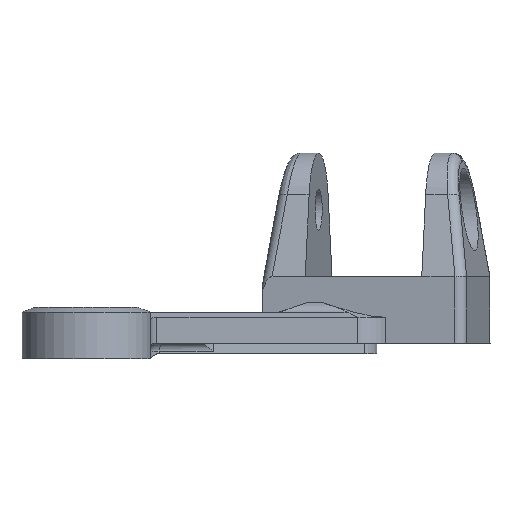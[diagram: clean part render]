
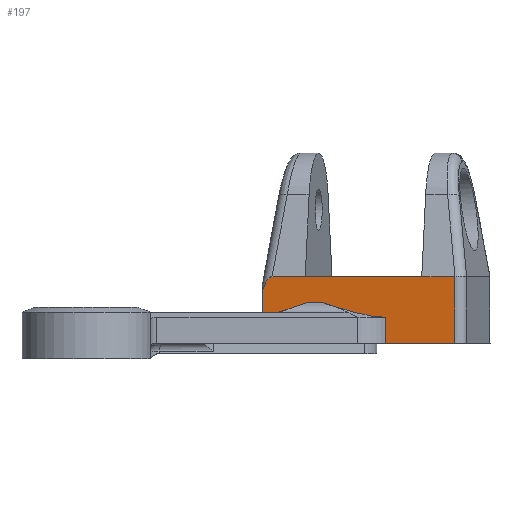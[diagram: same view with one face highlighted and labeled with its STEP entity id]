
A CAD part, left-side view. The second image highlights one B-rep face of the part: STEP entity #197.
In plain terms, the highlighted planar face has unit normal (-0.985, 0.174, 0).
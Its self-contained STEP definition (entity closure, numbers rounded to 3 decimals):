
#197=ADVANCED_FACE('',(#551),#552,.T.);
#551=FACE_OUTER_BOUND('',#1092,.T.);
#552=PLANE('',#1093);
#1092=EDGE_LOOP('',(#2524,#2525,#2526,#2527,#2528,#2529,#2530,#2531,#2532,#2533,#2534));
#1093=AXIS2_PLACEMENT_3D('',#2535,#2536,#2537);
#2524=ORIENTED_EDGE('',*,*,#3936,.T.);
#2525=ORIENTED_EDGE('',*,*,#3937,.T.);
#2526=ORIENTED_EDGE('',*,*,#3938,.F.);
#2527=ORIENTED_EDGE('',*,*,#3939,.F.);
#2528=ORIENTED_EDGE('',*,*,#3940,.F.);
#2529=ORIENTED_EDGE('',*,*,#3941,.T.);
#2530=ORIENTED_EDGE('',*,*,#3942,.F.);
#2531=ORIENTED_EDGE('',*,*,#3930,.T.);
#2532=ORIENTED_EDGE('',*,*,#3943,.T.);
#2533=ORIENTED_EDGE('',*,*,#3944,.T.);
#2534=ORIENTED_EDGE('',*,*,#3945,.T.);
#2535=CARTESIAN_POINT('',(50.789,-53.867,0.0));
#2536=DIRECTION('',(-0.985,0.174,0.0));
#2537=DIRECTION('',(-0.174,-0.985,0.0));
#3930=EDGE_CURVE('',#4503,#4504,#4505,.T.);
#3936=EDGE_CURVE('',#4514,#4515,#4516,.T.);
#3937=EDGE_CURVE('',#4515,#4517,#4518,.T.);
#3938=EDGE_CURVE('',#4519,#4517,#4520,.T.);
#3939=EDGE_CURVE('',#4521,#4519,#4522,.T.);
#3940=EDGE_CURVE('',#4523,#4521,#4524,.T.);
#3941=EDGE_CURVE('',#4523,#4525,#4526,.T.);
#3942=EDGE_CURVE('',#4503,#4525,#4527,.T.);
#3943=EDGE_CURVE('',#4504,#4528,#4529,.F.);
#3944=EDGE_CURVE('',#4528,#4530,#4531,.T.);
#3945=EDGE_CURVE('',#4530,#4514,#4532,.F.);
#4503=VERTEX_POINT('',#5351);
#4504=VERTEX_POINT('',#5352);
#4505=B_SPLINE_CURVE_WITH_KNOTS('',3,(#5353,#5354,#5355,#5356,#5357,#5358,#5359,#5360),.UNSPECIFIED.,.F.,.F.,(4,2,2,4),(0.0,0.002,0.005,0.009),.UNSPECIFIED.);
#4514=VERTEX_POINT('',#5389);
#4515=VERTEX_POINT('',#5390);
#4516=LINE('',#5391,#5392);
#4517=VERTEX_POINT('',#5393);
#4518=LINE('',#5394,#5395);
#4519=VERTEX_POINT('',#5396);
#4520=LINE('',#5397,#5398);
#4521=VERTEX_POINT('',#5399);
#4522=LINE('',#5400,#5401);
#4523=VERTEX_POINT('',#5402);
#4524=LINE('',#5403,#5404);
#4525=VERTEX_POINT('',#5405);
#4526=ELLIPSE('',#5406,7.615,2.0);
#4527=LINE('',#5407,#5408);
#4528=VERTEX_POINT('',#5409);
#4529=LINE('',#5410,#5411);
#4530=VERTEX_POINT('',#5412);
#4531=B_SPLINE_CURVE_WITH_KNOTS('',3,(#5413,#5414,#5415,#5416,#5417,#5418,#5419,#5420,#5421,#5422),.UNSPECIFIED.,.F.,.F.,(4,2,2,2,4),(-0.007,-0.004,0.,0.003,0.006),.UNSPECIFIED.);
#4532=LINE('',#5423,#5424);
#5351=CARTESIAN_POINT('',(54.262,-34.171,5.09));
#5352=CARTESIAN_POINT('',(52.708,-42.986,8.0));
#5353=CARTESIAN_POINT('',(54.262,-34.171,5.09));
#5354=CARTESIAN_POINT('',(54.13,-34.917,5.295));
#5355=CARTESIAN_POINT('',(54.,-35.657,5.52));
#5356=CARTESIAN_POINT('',(53.74,-37.132,5.988));
#5357=CARTESIAN_POINT('',(53.61,-37.867,6.231));
#5358=CARTESIAN_POINT('',(53.222,-40.066,6.972));
#5359=CARTESIAN_POINT('',(52.965,-41.527,7.483));
#5360=CARTESIAN_POINT('',(52.708,-42.986,8.0));
#5389=CARTESIAN_POINT('',(50.02,-58.23,0.0));
#5390=CARTESIAN_POINT('',(47.663,-71.594,0.0));
#5391=CARTESIAN_POINT('',(50.789,-53.867,0.0));
#5392=VECTOR('',#6834,1.0);
#5393=CARTESIAN_POINT('',(47.663,-71.594,13.0));
#5394=CARTESIAN_POINT('',(47.663,-71.594,0.0));
#5395=VECTOR('',#6835,1.0);
#5396=CARTESIAN_POINT('',(48.792,-65.192,13.0));
#5397=CARTESIAN_POINT('',(66.729,36.533,13.0));
#5398=VECTOR('',#6836,1.0);
#5399=CARTESIAN_POINT('',(52.786,-42.542,13.0));
#5400=CARTESIAN_POINT('',(50.789,-53.867,13.0));
#5401=VECTOR('',#6837,1.0);
#5402=CARTESIAN_POINT('',(53.924,-36.087,13.0));
#5403=CARTESIAN_POINT('',(66.729,36.533,13.0));
#5404=VECTOR('',#6838,1.0);
#5405=CARTESIAN_POINT('',(54.262,-34.171,10.171));
#5406=AXIS2_PLACEMENT_3D('',#6839,#6840,#6841);
#5407=CARTESIAN_POINT('',(54.262,-34.171,0.0));
#5408=VECTOR('',#6842,1.0);
#5409=CARTESIAN_POINT('',(52.215,-45.778,8.0));
#5410=CARTESIAN_POINT('',(51.065,-52.3,8.0));
#5411=VECTOR('',#6843,1.0);
#5412=CARTESIAN_POINT('',(50.02,-58.23,5.09));
#5413=CARTESIAN_POINT('',(52.215,-45.778,8.0));
#5414=CARTESIAN_POINT('',(52.036,-46.795,7.661));
#5415=CARTESIAN_POINT('',(51.856,-47.813,7.328));
#5416=CARTESIAN_POINT('',(51.496,-49.858,6.688));
#5417=CARTESIAN_POINT('',(51.315,-50.884,6.381));
#5418=CARTESIAN_POINT('',(50.95,-52.953,5.823));
#5419=CARTESIAN_POINT('',(50.767,-53.993,5.572));
#5420=CARTESIAN_POINT('',(50.397,-56.093,5.203));
#5421=CARTESIAN_POINT('',(50.21,-57.153,5.09));
#5422=CARTESIAN_POINT('',(50.02,-58.23,5.09));
#5423=CARTESIAN_POINT('',(50.02,-58.23,0.0));
#5424=VECTOR('',#6844,1.0);
#6834=DIRECTION('',(-0.174,-0.985,0.0));
#6835=DIRECTION('',(0.0,0.0,1.0));
#6836=DIRECTION('',(-0.174,-0.985,0.0));
#6837=DIRECTION('',(-0.174,-0.985,0.0));
#6838=DIRECTION('',(-0.174,-0.985,0.0));
#6839=CARTESIAN_POINT('',(54.095,-35.116,5.454));
#6840=DIRECTION('',(-0.985,0.174,0.));
#6841=DIRECTION('',(0.024,0.137,-0.99));
#6842=DIRECTION('',(0.0,0.0,1.0));
#6843=DIRECTION('',(0.174,0.985,0.0));
#6844=DIRECTION('',(0.0,0.0,1.0));
